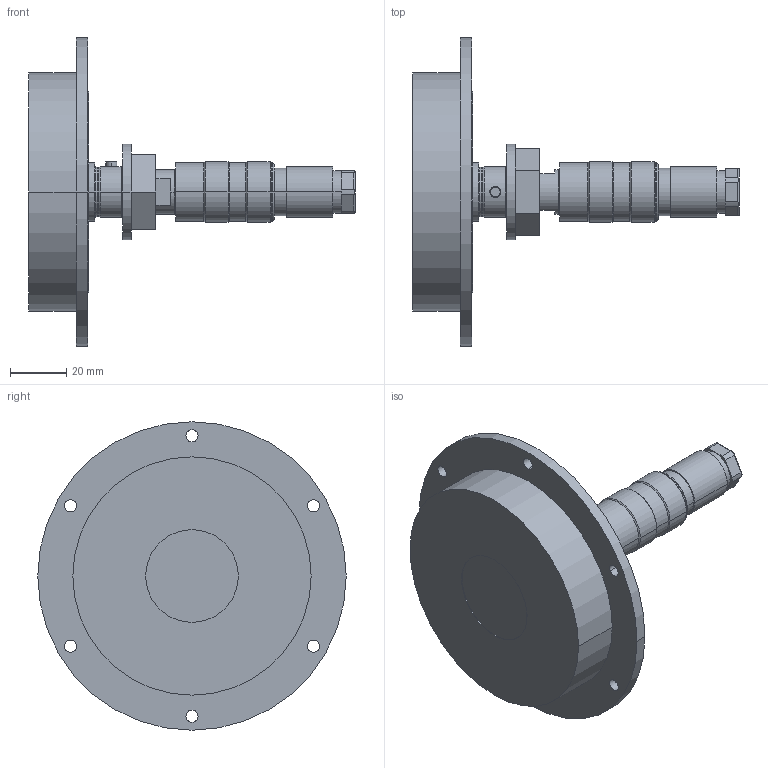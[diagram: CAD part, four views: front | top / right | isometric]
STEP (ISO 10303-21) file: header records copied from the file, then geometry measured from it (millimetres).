
FILE_DESCRIPTION((''),'2;1');
FILE_NAME('R1802283_stp.stp','2019-12-10T13:06:43',(''),(''),'Mechanical Desktop 2009','Mechanical Desktop 2009',', , ');
FILE_SCHEMA(('CONFIG_CONTROL_DESIGN'));
Length unit declared in the file: millimetre
Products named in the file (21): R1802283_STP; R4941504; TEIL1A; R1802282; TEIL1AA; R47406; TEIL1AAA; R47408; TEIL1; R48764; R48764A; 6KT-MUTTER_M18X1_5; 6KT-MUTTER_M18X1_5A; U-SCHEIBE_34_19X3; U-SCHEIBE_19_34X3; RILLENKUGELLAGER_61812-Y; RILLENKUGELLAGER_61812-YA; I-6KT_GEWINDESTIFT_M3X5_ZAPFEN; I-6KT_GEWINDESTIFT_M3X5_ZAPFENA; KABELDOSE_GERADE_09-0114-70-05; KABELDOSE_GERADE_09-0114-70-05A
Assembly tree (20 placements, depth 3):
  R1802283_STP
    R4941504
      TEIL1A
    R1802282
      TEIL1AA
    R47406
      TEIL1AAA
    R47408
      TEIL1
    R48764
      R48764A
    6KT-MUTTER_M18X1_5
      6KT-MUTTER_M18X1_5A
    U-SCHEIBE_34_19X3
      U-SCHEIBE_19_34X3
    RILLENKUGELLAGER_61812-Y
      RILLENKUGELLAGER_61812-YA
    I-6KT_GEWINDESTIFT_M3X5_ZAPFEN
      I-6KT_GEWINDESTIFT_M3X5_ZAPFENA
    KABELDOSE_GERADE_09-0114-70-05
      KABELDOSE_GERADE_09-0114-70-05A
Bounding box: 116.5 x 110 x 110 mm (x, y, z)
Volume: 152166.6 mm3; surface area: 77080 mm2
Topology: 10 solids, 10 shells, 300 faces, 709 edges, 449 vertices
Faces by surface type: cylinder 138, plane 78, cone 52, bspline 18, torus 14
Entity records: 9970 total; most frequent: CARTESIAN_POINT 2362, DIRECTION 1717, ORIENTED_EDGE 1396, AXIS2_PLACEMENT_3D 721, EDGE_CURVE 698, VERTEX_POINT 447, CIRCLE 406, EDGE_LOOP 367
